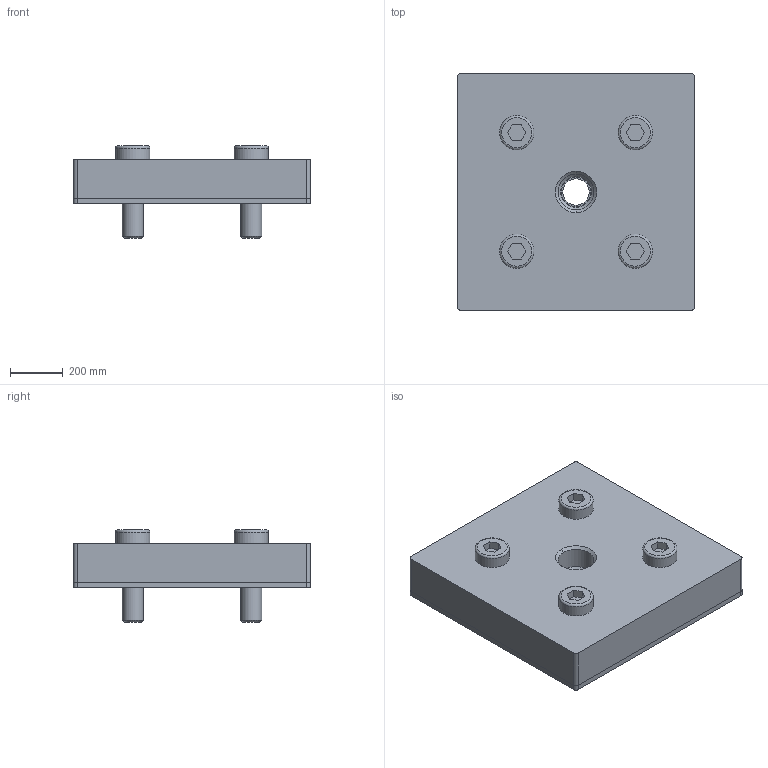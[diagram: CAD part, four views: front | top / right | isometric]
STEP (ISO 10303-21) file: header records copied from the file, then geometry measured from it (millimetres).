
FILE_DESCRIPTION(/* description */ (''),/* implementation_level */ '2;1');
FILE_NAME(/* name */ '32-909014G-1.stp',/* time_stamp */ '2024-08-14T14:03:59-04:00',/* author */ ('jmurphy'),/* organization */ (''),/* preprocessor_version */ 'ST-DEVELOPER v18.1',/* originating_system */ 'AutoCAD Mechanical',/* authorisation */ '');
FILE_SCHEMA (('AUTOMOTIVE_DESIGN { 1 0 10303 214 3 1 1 }'));
Length unit declared in the file: centimetre
Products named in the file (1): Product
Bounding box: 900 x 900 x 350 mm (x, y, z)
Volume: 138762653.5 mm3; surface area: 4396547.1 mm2
Topology: 6 solids, 6 shells, 94 faces, 211 edges, 139 vertices
Faces by surface type: plane 54, cylinder 27, cone 9, torus 4
Full cylindrical faces by diameter (mm): 80 x4, 90 x8, 100 x1, 130 x4, 136.538 x1, 250 x1
Entity records: 2692 total; most frequent: DIRECTION 480, CARTESIAN_POINT 445, ORIENTED_EDGE 422, EDGE_CURVE 211, AXIS2_PLACEMENT_3D 174, VERTEX_POINT 139, LINE 132, VECTOR 132
